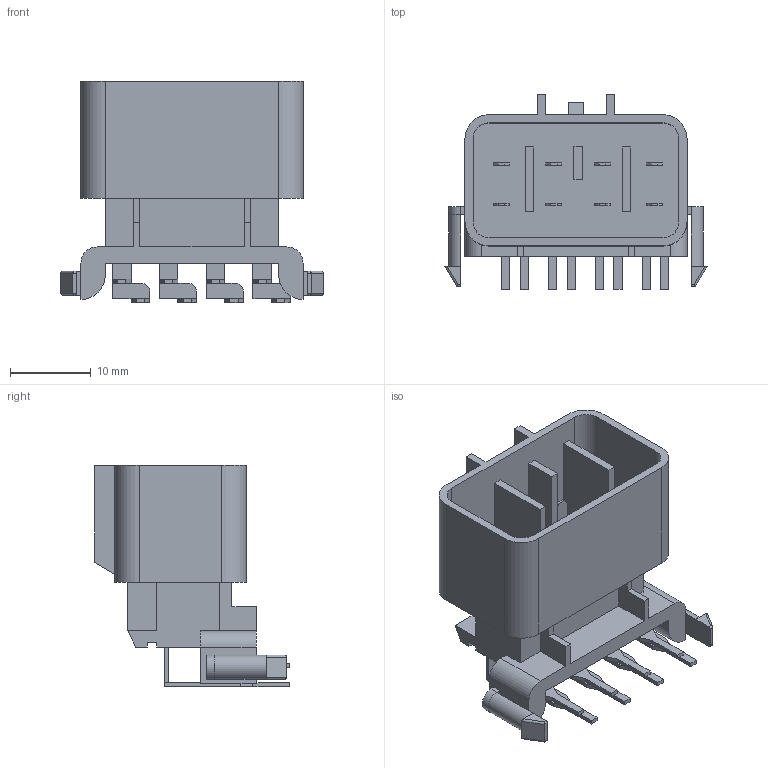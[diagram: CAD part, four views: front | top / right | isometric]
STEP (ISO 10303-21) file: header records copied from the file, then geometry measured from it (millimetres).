
FILE_DESCRIPTION(/* description */ (''),/* implementation_level */ '2;1');
FILE_NAME(/* name */ '8pin connector v2.step',/* time_stamp */ '2022-02-08T23:35:20+13:00',/* author */ (''),/* organization */ (''),/* preprocessor_version */ 'ST-DEVELOPER v18.1',/* originating_system */ 'Autodesk Translation Framework v10.10.0.1391',/* authorisation */ '');
FILE_SCHEMA (('AUTOMOTIVE_DESIGN { 1 0 10303 214 3 1 1 }'));
Length unit declared in the file: millimetre
Products named in the file (1): 8pin connector
Bounding box: 32.5 x 24.1 x 27.4 mm (x, y, z)
Volume: 4017.6 mm3; surface area: 6208.6 mm2
Topology: 17 solids, 17 shells, 307 faces, 771 edges, 506 vertices
Faces by surface type: plane 280, cylinder 27
Entity records: 9033 total; most frequent: CARTESIAN_POINT 1585, ORIENTED_EDGE 1542, DIRECTION 1436, EDGE_CURVE 771, LINE 722, VECTOR 722, VERTEX_POINT 506, AXIS2_PLACEMENT_3D 357
